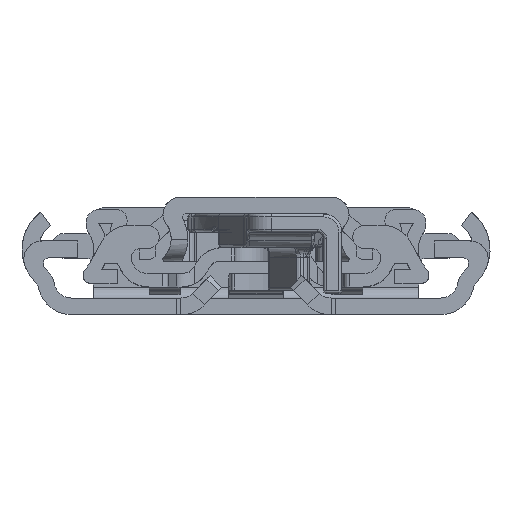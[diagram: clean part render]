
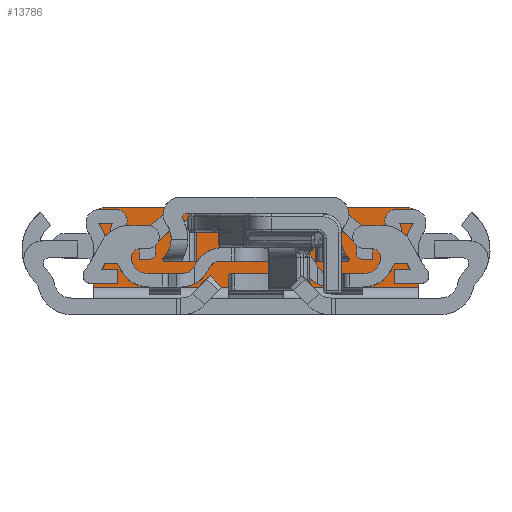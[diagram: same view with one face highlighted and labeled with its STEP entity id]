
A CAD part, front view. The second image highlights one B-rep face of the part: STEP entity #13786.
In plain terms, the highlighted planar face has unit normal (0, -1, 0).
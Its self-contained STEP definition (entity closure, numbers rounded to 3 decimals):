
#548=PLANE('',#14830);
#883=FACE_OUTER_BOUND('',#1706,.T.);
#1706=EDGE_LOOP('',(#9466,#9467,#9468,#9469,#9470,#9471));
#2630=LINE('',#21075,#3753);
#2633=LINE('',#21083,#3756);
#2634=LINE('',#21087,#3757);
#2635=LINE('',#21088,#3758);
#3753=VECTOR('',#16728,10.);
#3756=VECTOR('',#16737,10.);
#3757=VECTOR('',#16740,10.);
#3758=VECTOR('',#16741,10.);
#4843=CIRCLE('',#14826,2.);
#4846=CIRCLE('',#14831,2.);
#5739=VERTEX_POINT('',#21068);
#5740=VERTEX_POINT('',#21070);
#5741=VERTEX_POINT('',#21074);
#5743=VERTEX_POINT('',#21082);
#5744=VERTEX_POINT('',#21084);
#5745=VERTEX_POINT('',#21086);
#7162=EDGE_CURVE('',#5739,#5740,#4843,.T.);
#7164=EDGE_CURVE('',#5741,#5740,#2630,.T.);
#7169=EDGE_CURVE('',#5743,#5739,#2633,.T.);
#7170=EDGE_CURVE('',#5744,#5743,#4846,.T.);
#7171=EDGE_CURVE('',#5744,#5745,#2634,.T.);
#7172=EDGE_CURVE('',#5745,#5741,#2635,.T.);
#9466=ORIENTED_EDGE('',*,*,#7162,.F.);
#9467=ORIENTED_EDGE('',*,*,#7169,.F.);
#9468=ORIENTED_EDGE('',*,*,#7170,.F.);
#9469=ORIENTED_EDGE('',*,*,#7171,.T.);
#9470=ORIENTED_EDGE('',*,*,#7172,.T.);
#9471=ORIENTED_EDGE('',*,*,#7164,.T.);
#13786=ADVANCED_FACE('',(#883),#548,.T.);
#14826=AXIS2_PLACEMENT_3D('',#21071,#16723,#16724);
#14830=AXIS2_PLACEMENT_3D('',#21081,#16735,#16736);
#14831=AXIS2_PLACEMENT_3D('',#21085,#16738,#16739);
#16723=DIRECTION('center_axis',(0.,1.,0.));
#16724=DIRECTION('ref_axis',(0.707,0.,0.707));
#16728=DIRECTION('',(0.,0.,1.));
#16735=DIRECTION('center_axis',(0.,-1.,0.));
#16736=DIRECTION('ref_axis',(0.,0.,-1.));
#16737=DIRECTION('',(1.,0.,0.));
#16738=DIRECTION('center_axis',(0.,1.,0.));
#16739=DIRECTION('ref_axis',(-0.707,0.,0.707));
#16740=DIRECTION('',(0.,0.,-1.));
#16741=DIRECTION('',(1.,0.,0.));
#21068=CARTESIAN_POINT('',(24.5,1347.3,17.5));
#21070=CARTESIAN_POINT('',(26.5,1347.3,15.5));
#21071=CARTESIAN_POINT('Origin',(24.5,1347.3,15.5));
#21074=CARTESIAN_POINT('',(26.5,1347.3,4.5));
#21075=CARTESIAN_POINT('',(26.5,1347.3,17.5));
#21081=CARTESIAN_POINT('Origin',(0.,1347.3,4.5));
#21082=CARTESIAN_POINT('',(-24.5,1347.3,17.5));
#21083=CARTESIAN_POINT('',(0.,1347.3,17.5));
#21084=CARTESIAN_POINT('',(-26.5,1347.3,15.5));
#21085=CARTESIAN_POINT('Origin',(-24.5,1347.3,15.5));
#21086=CARTESIAN_POINT('',(-26.5,1347.3,4.5));
#21087=CARTESIAN_POINT('',(-26.5,1347.3,17.5));
#21088=CARTESIAN_POINT('',(0.,1347.3,4.5));
